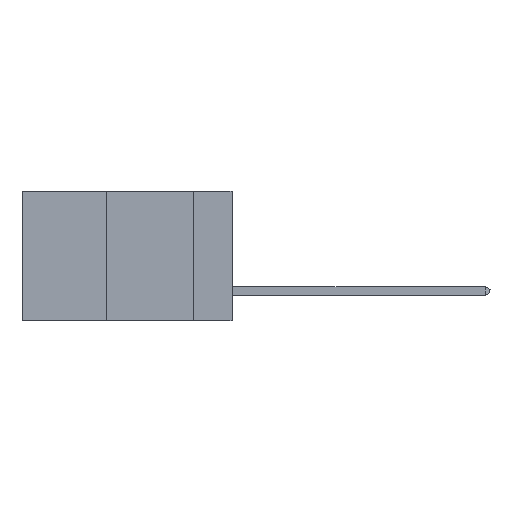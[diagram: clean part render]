
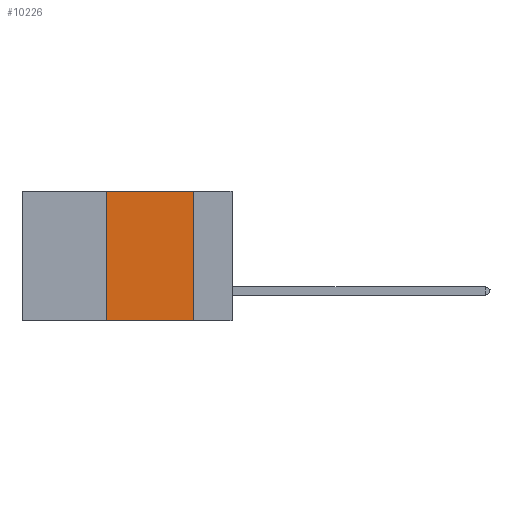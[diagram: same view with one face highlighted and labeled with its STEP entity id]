
A CAD part, left-side view. The second image highlights one B-rep face of the part: STEP entity #10226.
In plain terms, the highlighted planar face has unit normal (-1, 0, 0).
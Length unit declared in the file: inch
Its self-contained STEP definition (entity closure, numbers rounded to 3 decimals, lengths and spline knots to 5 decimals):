
#931 = EDGE_LOOP ( 'NONE', ( #6294, #14142, #11469, #21838 ) ) ;
#2045 = LINE ( 'NONE', #2801, #19539 ) ;
#2352 = VECTOR ( 'NONE', #15664, 39.37008 ) ;
#2505 = DIRECTION ( 'NONE',  ( 0., 0., -1. ) ) ;
#2801 = CARTESIAN_POINT ( 'NONE',  ( 0., 0.11, 0. ) ) ;
#5055 = CARTESIAN_POINT ( 'NONE',  ( 0., 0.6, 0. ) ) ;
#5902 = AXIS2_PLACEMENT_3D ( 'NONE', #19974, #11033, #18499 ) ;
#6294 = ORIENTED_EDGE ( 'NONE', *, *, #26682, .F. ) ;
#6780 = EDGE_CURVE ( 'NONE', #7429, #16774, #16708, .T. ) ;
#7429 = VERTEX_POINT ( 'NONE', #16105 ) ;
#8016 = DIRECTION ( 'NONE',  ( 0., 0., 1. ) ) ;
#8805 = CARTESIAN_POINT ( 'NONE',  ( 0., 0.36, 0. ) ) ;
#10226 = ADVANCED_FACE ( 'NONE', ( #28274 ), #22311, .F. ) ;
#10645 = DIRECTION ( 'NONE',  ( 0., -1., 0. ) ) ;
#11033 = DIRECTION ( 'NONE',  ( 1., 0., 0. ) ) ;
#11469 = ORIENTED_EDGE ( 'NONE', *, *, #6780, .F. ) ;
#11892 = LINE ( 'NONE', #5055, #2352 ) ;
#14142 = ORIENTED_EDGE ( 'NONE', *, *, #24049, .F. ) ;
#15664 = DIRECTION ( 'NONE',  ( 0., -1., 0. ) ) ;
#15933 = VECTOR ( 'NONE', #10645, 39.37008 ) ;
#16105 = CARTESIAN_POINT ( 'NONE',  ( 0., 0.36, -0.37 ) ) ;
#16708 = LINE ( 'NONE', #28088, #28948 ) ;
#16774 = VERTEX_POINT ( 'NONE', #8805 ) ;
#17074 = VERTEX_POINT ( 'NONE', #26041 ) ;
#17856 = CARTESIAN_POINT ( 'NONE',  ( 0., 0.11, 0. ) ) ;
#18499 = DIRECTION ( 'NONE',  ( 0., 0., -1. ) ) ;
#19539 = VECTOR ( 'NONE', #2505, 39.37008 ) ;
#19974 = CARTESIAN_POINT ( 'NONE',  ( 0., 0.6, 0. ) ) ;
#21838 = ORIENTED_EDGE ( 'NONE', *, *, #29394, .T. ) ;
#21966 = VERTEX_POINT ( 'NONE', #17856 ) ;
#22311 = PLANE ( 'NONE',  #5902 ) ;
#24049 = EDGE_CURVE ( 'NONE', #16774, #21966, #11892, .T. ) ;
#24690 = LINE ( 'NONE', #30276, #15933 ) ;
#26041 = CARTESIAN_POINT ( 'NONE',  ( 0., 0.11, -0.37 ) ) ;
#26682 = EDGE_CURVE ( 'NONE', #21966, #17074, #2045, .T. ) ;
#28088 = CARTESIAN_POINT ( 'NONE',  ( 0., 0.36, 0. ) ) ;
#28274 = FACE_OUTER_BOUND ( 'NONE', #931, .T. ) ;
#28948 = VECTOR ( 'NONE', #8016, 39.37008 ) ;
#29394 = EDGE_CURVE ( 'NONE', #7429, #17074, #24690, .T. ) ;
#30276 = CARTESIAN_POINT ( 'NONE',  ( 0., 0.6, -0.37 ) ) ;
